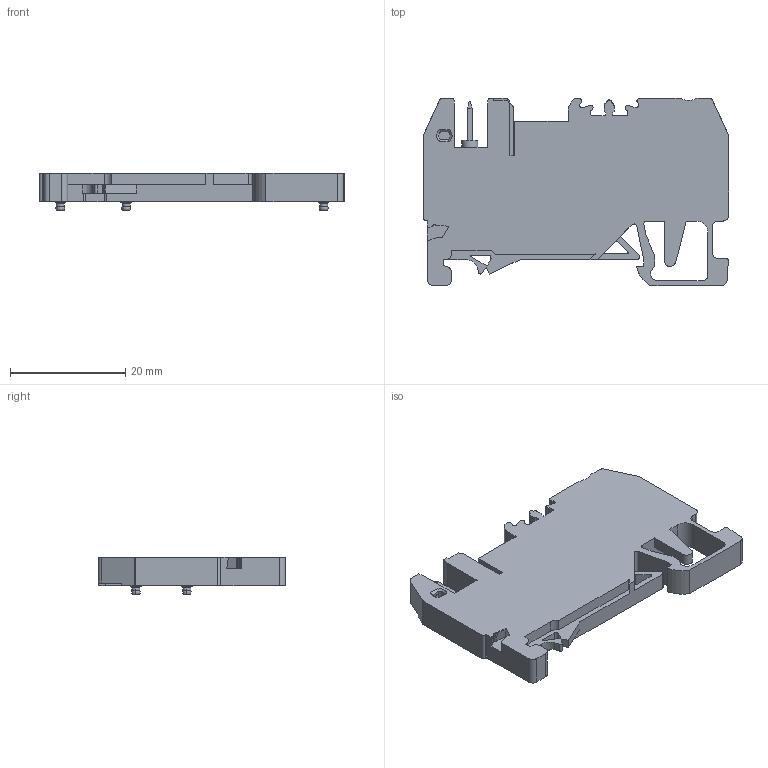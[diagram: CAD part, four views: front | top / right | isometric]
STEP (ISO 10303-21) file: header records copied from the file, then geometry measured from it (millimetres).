
FILE_DESCRIPTION(/* description */ (''),/* implementation_level */ '2;1');
FILE_NAME(/* name */ '225981.stp',/* time_stamp */ '2017-11-22T11:10:25+08:00',/* author */ (''),/* organization */ (''),/* preprocessor_version */ 'ST-DEVELOPER v14',/* originating_system */ 'SIEMENS PLM Software NX 8.0',/* authorisation */ '');
FILE_SCHEMA (('CONFIG_CONTROL_DESIGN'));
Length unit declared in the file: millimetre
Products named in the file (1): _model1
Bounding box: 53 x 32.5 x 6.55 mm (x, y, z)
Volume: 6066.3 mm3; surface area: 4366.1 mm2
Topology: 1 solids, 1 shells, 253 faces, 752 edges, 507 vertices
Faces by surface type: plane 148, cylinder 78, torus 12, cone 8, bspline 7
Entity records: 8842 total; most frequent: CARTESIAN_POINT 1790, ORIENTED_EDGE 1504, DIRECTION 1455, EDGE_CURVE 752, VERTEX_POINT 507, AXIS2_PLACEMENT_3D 491, LINE 473, VECTOR 473
